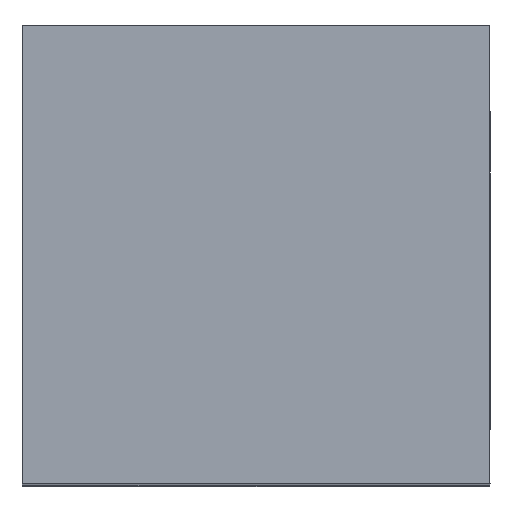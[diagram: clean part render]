
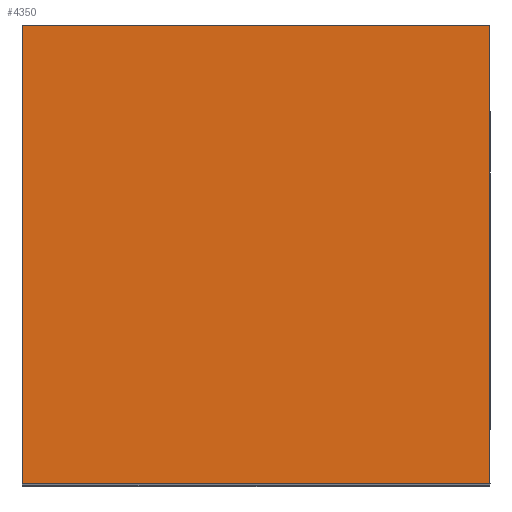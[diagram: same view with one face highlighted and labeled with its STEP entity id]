
A CAD part, top view. The second image highlights one B-rep face of the part: STEP entity #4350.
In plain terms, the highlighted planar face has unit normal (0, 0, 1).
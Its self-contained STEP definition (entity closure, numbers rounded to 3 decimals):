
#124=FACE_OUTER_BOUND('',#355,.T.);
#355=EDGE_LOOP('',(#2881,#2882,#2883,#2884));
#622=LINE('',#6119,#1208);
#623=LINE('',#6121,#1209);
#624=LINE('',#6123,#1210);
#625=LINE('',#6124,#1211);
#1208=VECTOR('',#4929,10.);
#1209=VECTOR('',#4930,10.);
#1210=VECTOR('',#4931,10.);
#1211=VECTOR('',#4932,10.);
#1794=VERTEX_POINT('',#6117);
#1795=VERTEX_POINT('',#6118);
#1796=VERTEX_POINT('',#6120);
#1797=VERTEX_POINT('',#6122);
#2223=EDGE_CURVE('',#1794,#1795,#622,.F.);
#2224=EDGE_CURVE('',#1795,#1796,#623,.F.);
#2225=EDGE_CURVE('',#1796,#1797,#624,.T.);
#2226=EDGE_CURVE('',#1797,#1794,#625,.F.);
#2881=ORIENTED_EDGE('',*,*,#2223,.T.);
#2882=ORIENTED_EDGE('',*,*,#2224,.T.);
#2883=ORIENTED_EDGE('',*,*,#2225,.T.);
#2884=ORIENTED_EDGE('',*,*,#2226,.T.);
#4139=PLANE('',#4588);
#4350=ADVANCED_FACE('',(#124),#4139,.T.);
#4588=AXIS2_PLACEMENT_3D('',#6116,#4927,#4928);
#4927=DIRECTION('center_axis',(0.,0.,1.));
#4928=DIRECTION('ref_axis',(1.,0.,0.));
#4929=DIRECTION('',(0.,1.,0.));
#4930=DIRECTION('',(-1.,0.,0.));
#4931=DIRECTION('',(0.,1.,0.));
#4932=DIRECTION('',(1.,0.,0.));
#6116=CARTESIAN_POINT('Origin',(2.3,8.,97.583));
#6117=CARTESIAN_POINT('',(-9.7,21.,97.583));
#6118=CARTESIAN_POINT('',(-9.7,-2.5,97.583));
#6119=CARTESIAN_POINT('',(-9.7,9.,97.583));
#6120=CARTESIAN_POINT('',(14.3,-2.5,97.583));
#6121=CARTESIAN_POINT('',(2.3,-2.5,97.583));
#6122=CARTESIAN_POINT('',(14.3,21.,97.583));
#6123=CARTESIAN_POINT('',(14.3,10.365,97.583));
#6124=CARTESIAN_POINT('',(-4.2,21.,97.583));
